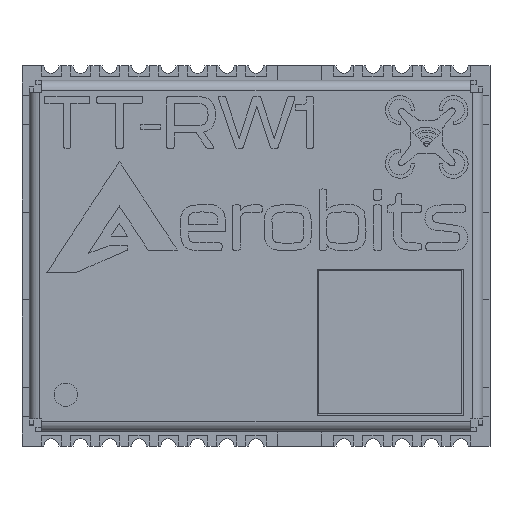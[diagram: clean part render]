
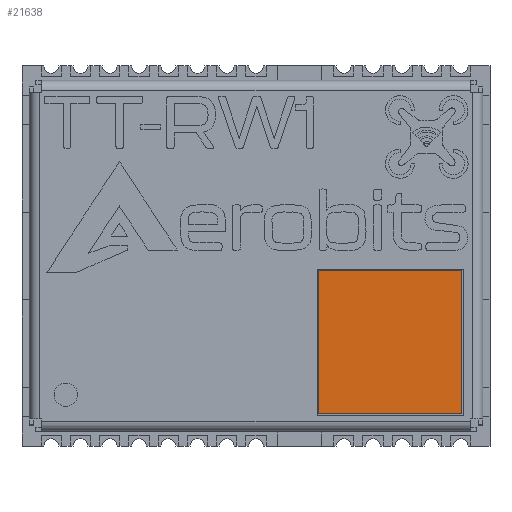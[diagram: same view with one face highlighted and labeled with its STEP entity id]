
A CAD part, top view. The second image highlights one B-rep face of the part: STEP entity #21638.
In plain terms, the highlighted face is planar.
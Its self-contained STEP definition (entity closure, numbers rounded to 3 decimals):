
#2072=FACE_OUTER_BOUND('',#3196,.T.);
#3196=EDGE_LOOP('',(#19309,#19310,#19311,#19312));
#4681=LINE('',#32662,#7212);
#4685=LINE('',#32670,#7216);
#4688=LINE('',#32676,#7219);
#4691=LINE('',#32681,#7222);
#7212=VECTOR('',#26426,10.);
#7216=VECTOR('',#26432,10.);
#7219=VECTOR('',#26437,10.);
#7222=VECTOR('',#26442,10.);
#9439=VERTEX_POINT('',#32660);
#9440=VERTEX_POINT('',#32661);
#9443=VERTEX_POINT('',#32669);
#9445=VERTEX_POINT('',#32675);
#12061=EDGE_CURVE('',#9439,#9440,#4681,.T.);
#12065=EDGE_CURVE('',#9443,#9439,#4685,.T.);
#12068=EDGE_CURVE('',#9445,#9443,#4688,.T.);
#12071=EDGE_CURVE('',#9440,#9445,#4691,.T.);
#19309=ORIENTED_EDGE('',*,*,#12061,.T.);
#19310=ORIENTED_EDGE('',*,*,#12071,.T.);
#19311=ORIENTED_EDGE('',*,*,#12068,.T.);
#19312=ORIENTED_EDGE('',*,*,#12065,.T.);
#20555=PLANE('',#23349);
#21638=ADVANCED_FACE('',(#2072),#20555,.T.);
#23349=AXIS2_PLACEMENT_3D('',#35250,#28954,#28955);
#26426=DIRECTION('',(0.,1.,0.));
#26432=DIRECTION('',(-1.,0.,0.));
#26437=DIRECTION('',(0.,-1.,0.));
#26442=DIRECTION('',(1.,0.,0.));
#28954=DIRECTION('center_axis',(0.,0.,-1.));
#28955=DIRECTION('ref_axis',(-1.,0.,0.));
#32660=CARTESIAN_POINT('',(23.305,-4.584,-0.35));
#32661=CARTESIAN_POINT('',(23.305,0.316,-0.35));
#32662=CARTESIAN_POINT('',(23.305,-7.836,-0.35));
#32669=CARTESIAN_POINT('',(28.205,-4.584,-0.35));
#32670=CARTESIAN_POINT('',(20.811,-4.584,-0.35));
#32675=CARTESIAN_POINT('',(28.205,0.316,-0.35));
#32676=CARTESIAN_POINT('',(28.205,-5.386,-0.35));
#32681=CARTESIAN_POINT('',(18.361,0.316,-0.35));
#35250=CARTESIAN_POINT('Origin',(13.417,-11.088,-0.35));
